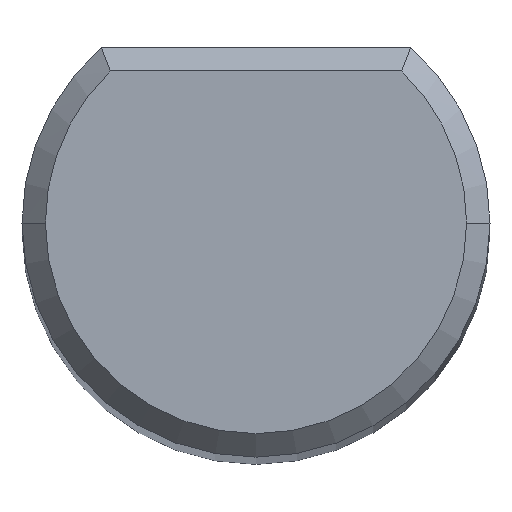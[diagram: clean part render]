
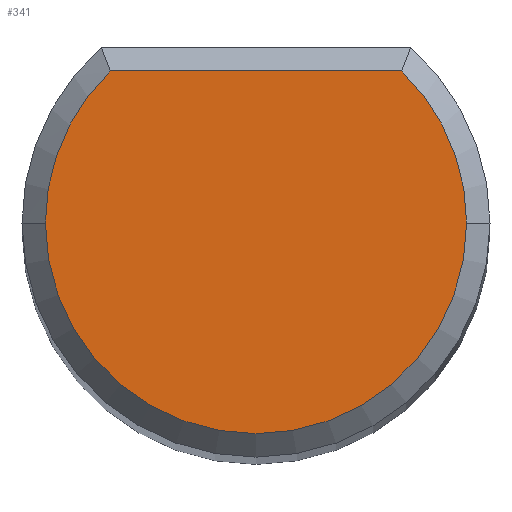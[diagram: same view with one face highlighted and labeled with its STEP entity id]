
A CAD part, top view. The second image highlights one B-rep face of the part: STEP entity #341.
In plain terms, the highlighted planar face has unit normal (0, 0, 1).
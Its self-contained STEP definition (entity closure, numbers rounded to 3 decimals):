
#25 = VECTOR ( 'NONE', #391, 1000. ) ;
#42 = DIRECTION ( 'NONE',  ( 0., 0., -1. ) ) ;
#50 = ORIENTED_EDGE ( 'NONE', *, *, #162, .F. ) ;
#59 = CARTESIAN_POINT ( 'NONE',  ( 1.245, 1.3, 36. ) ) ;
#76 = VERTEX_POINT ( 'NONE', #263 ) ;
#77 = VERTEX_POINT ( 'NONE', #59 ) ;
#93 = FACE_OUTER_BOUND ( 'NONE', #407, .T. ) ;
#110 = DIRECTION ( 'NONE',  ( -1., 0., 0. ) ) ;
#121 = DIRECTION ( 'NONE',  ( -1., 0., 0. ) ) ;
#130 = CARTESIAN_POINT ( 'NONE',  ( -1.8, 0., 36. ) ) ;
#135 = AXIS2_PLACEMENT_3D ( 'NONE', #397, #400, #110 ) ;
#162 = EDGE_CURVE ( 'NONE', #403, #307, #406, .T. ) ;
#170 = EDGE_CURVE ( 'NONE', #77, #403, #264, .T. ) ;
#184 = PLANE ( 'NONE',  #213 ) ;
#186 = EDGE_CURVE ( 'NONE', #307, #76, #206, .T. ) ;
#206 = CIRCLE ( 'NONE', #347, 1.8 ) ;
#210 = CARTESIAN_POINT ( 'NONE',  ( 0., 0., 36. ) ) ;
#213 = AXIS2_PLACEMENT_3D ( 'NONE', #287, #317, #225 ) ;
#225 = DIRECTION ( 'NONE',  ( 1., 0., 0. ) ) ;
#233 = CARTESIAN_POINT ( 'NONE',  ( 0., 1.3, 36. ) ) ;
#251 = EDGE_CURVE ( 'NONE', #77, #76, #326, .T. ) ;
#262 = ORIENTED_EDGE ( 'NONE', *, *, #251, .T. ) ;
#263 = CARTESIAN_POINT ( 'NONE',  ( -1.245, 1.3, 36. ) ) ;
#264 = CIRCLE ( 'NONE', #405, 1.8 ) ;
#271 = ORIENTED_EDGE ( 'NONE', *, *, #170, .F. ) ;
#274 = DIRECTION ( 'NONE',  ( -1., 0., 0. ) ) ;
#282 = CARTESIAN_POINT ( 'NONE',  ( 0., 0., 36. ) ) ;
#287 = CARTESIAN_POINT ( 'NONE',  ( 0., 0., 36. ) ) ;
#307 = VERTEX_POINT ( 'NONE', #130 ) ;
#317 = DIRECTION ( 'NONE',  ( 0., 0., 1. ) ) ;
#326 = LINE ( 'NONE', #233, #25 ) ;
#341 = ADVANCED_FACE ( 'NONE', ( #93 ), #184, .T. ) ;
#347 = AXIS2_PLACEMENT_3D ( 'NONE', #282, #408, #121 ) ;
#351 = ORIENTED_EDGE ( 'NONE', *, *, #186, .F. ) ;
#363 = CARTESIAN_POINT ( 'NONE',  ( 1.8, 0., 36. ) ) ;
#391 = DIRECTION ( 'NONE',  ( -1., 0., 0. ) ) ;
#397 = CARTESIAN_POINT ( 'NONE',  ( 0., 0., 36. ) ) ;
#400 = DIRECTION ( 'NONE',  ( 0., 0., -1. ) ) ;
#403 = VERTEX_POINT ( 'NONE', #363 ) ;
#405 = AXIS2_PLACEMENT_3D ( 'NONE', #210, #42, #274 ) ;
#406 = CIRCLE ( 'NONE', #135, 1.8 ) ;
#407 = EDGE_LOOP ( 'NONE', ( #271, #262, #351, #50 ) ) ;
#408 = DIRECTION ( 'NONE',  ( 0., 0., -1. ) ) ;
